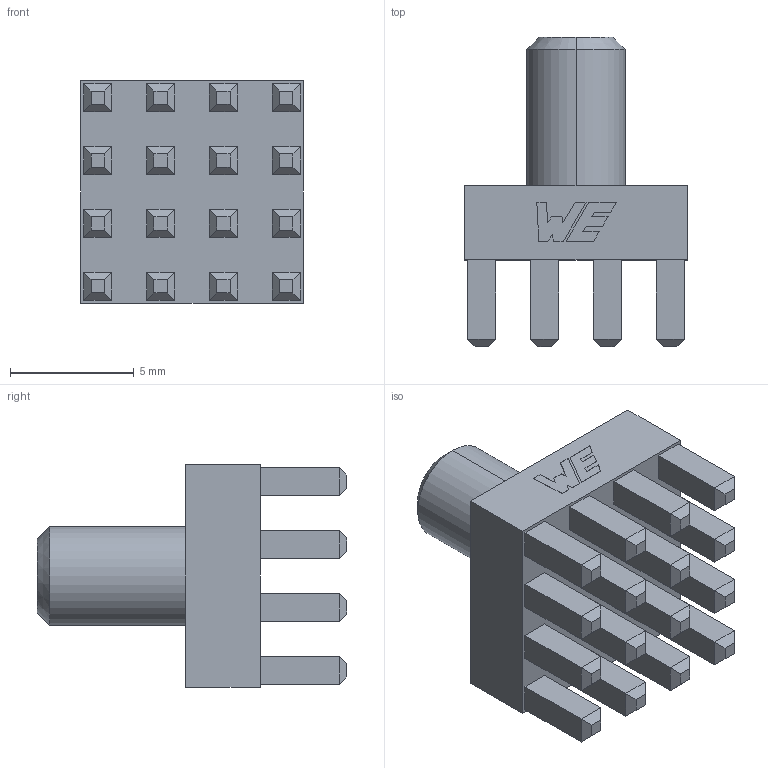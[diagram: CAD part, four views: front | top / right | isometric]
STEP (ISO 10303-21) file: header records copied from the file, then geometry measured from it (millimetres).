
FILE_DESCRIPTION (( 'STEP AP203' ), '1' );
FILE_NAME ('LF992104-A02.STEP', '2021-09-10T06:12:45', ( '' ), ( '' ), 'SwSTEP 2.0', 'SolidWorks 2018', '' );
FILE_SCHEMA (( 'CONFIG_CONTROL_DESIGN' ));
Length unit declared in the file: millimetre
Products named in the file (1): LF992104-A02
Bounding box: 9 x 12.5 x 9 mm (x, y, z)
Volume: 385.8 mm3; surface area: 579.6 mm2
Topology: 1 solids, 1 shells, 182 faces, 417 edges, 256 vertices
Faces by surface type: plane 178, cone 2, cylinder 2
Entity records: 5016 total; most frequent: CARTESIAN_POINT 856, ORIENTED_EDGE 834, DIRECTION 789, EDGE_CURVE 417, LINE 411, VECTOR 411, VERTEX_POINT 256, EDGE_LOOP 201
